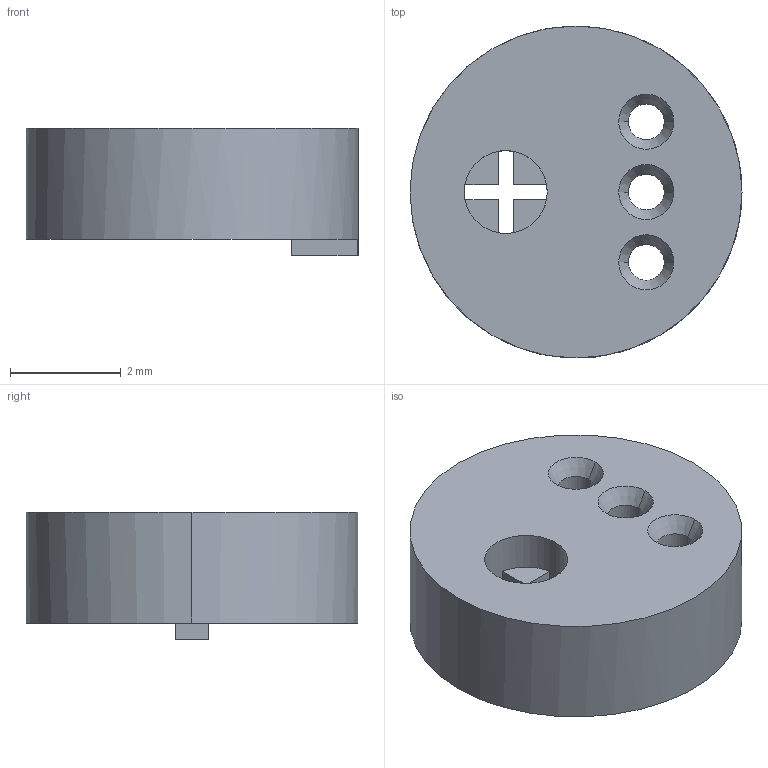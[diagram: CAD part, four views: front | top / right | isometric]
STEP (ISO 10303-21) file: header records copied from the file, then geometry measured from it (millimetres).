
FILE_DESCRIPTION((''),'2;1');
FILE_NAME('LEMO_ECG.0B.304.CLV_Part5.stp','2012-12-20T11:22:34',(''),(''),'Mechanical Desktop 2011','Mechanical Desktop 2011',', , ');
FILE_SCHEMA(('AUTOMOTIVE_DESIGN { 1 2 10303 214 1 1 1 1 }'));
Length unit declared in the file: millimetre
Products named in the file (1): Product
Bounding box: 6 x 6 x 2.3 mm (x, y, z)
Volume: 51.5 mm3; surface area: 113.5 mm2
Topology: 1 solids, 1 shells, 38 faces, 90 edges, 58 vertices
Faces by surface type: plane 22, cylinder 10, cone 6
Entity records: 1163 total; most frequent: DIRECTION 204, CARTESIAN_POINT 187, ORIENTED_EDGE 180, EDGE_CURVE 90, AXIS2_PLACEMENT_3D 75, VERTEX_POINT 58, VECTOR 54, LINE 54
